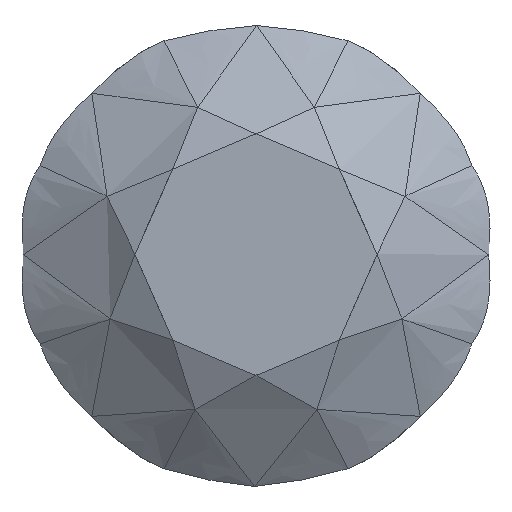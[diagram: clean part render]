
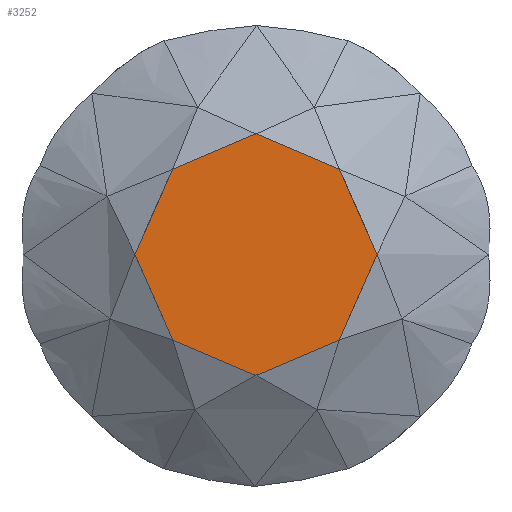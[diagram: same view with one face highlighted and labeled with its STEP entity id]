
A CAD part, top view. The second image highlights one B-rep face of the part: STEP entity #3252.
In plain terms, the highlighted free-form (B-spline) face has degree [3, 1] with [4, 8] control points.
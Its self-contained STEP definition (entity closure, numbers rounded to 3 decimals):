
#3252 = ADVANCED_FACE('',(#3253),#3272,.T.);
#3253 = FACE_BOUND('',#3254,.T.);
#3254 = EDGE_LOOP('',(#3255,#3311));
#3255 = ORIENTED_EDGE('',*,*,#3256,.F.);
#3256 = EDGE_CURVE('',#3257,#3259,#3261,.T.);
#3257 = VERTEX_POINT('',#3258);
#3258 = CARTESIAN_POINT('',(0.,-0.031,5.888));
#3259 = VERTEX_POINT('',#3260);
#3260 = CARTESIAN_POINT('',(0.,0.03,5.888));
#3261 = SURFACE_CURVE('',#3262,(#3271),.PCURVE_S1.);
#3262 = B_SPLINE_CURVE_WITH_KNOTS('',1,(#3263,#3264,#3265,#3266,#3267,
    #3268,#3269,#3270),.UNSPECIFIED.,.F.,.F.,(2,1,1,1,1,1,1,2),(0.,
    0.247,0.247,0.501,0.501,0.753,0.753,1.),
  .UNSPECIFIED.);
#3263 = CARTESIAN_POINT('',(0.,-0.031,5.888));
#3264 = CARTESIAN_POINT('',(0.021,-0.022,5.888));
#3265 = CARTESIAN_POINT('',(0.021,-0.022,5.888));
#3266 = CARTESIAN_POINT('',(0.031,-0.001,5.888)
  );
#3267 = CARTESIAN_POINT('',(0.031,-0.001,5.888)
  );
#3268 = CARTESIAN_POINT('',(0.021,0.021,5.888));
#3269 = CARTESIAN_POINT('',(0.021,0.021,5.888));
#3270 = CARTESIAN_POINT('',(0.,0.03,5.888));
#3271 = PCURVE('',#3272,#3305);
#3272 = B_SPLINE_SURFACE_WITH_KNOTS('',3,1,(
    (#3273,#3274,#3275,#3276,#3277,#3278,#3279,#3280)
    ,(#3281,#3282,#3283,#3284,#3285,#3286,#3287,#3288)
    ,(#3289,#3290,#3291,#3292,#3293,#3294,#3295,#3296)
    ,(#3297,#3298,#3299,#3300,#3301,#3302,#3303,#3304
  )),.UNSPECIFIED.,.F.,.F.,.F.,(4,4),(2,1,1,1,1,1,1,2),(0.,1.),(0.,
    0.247,0.247,0.501,0.501,0.753,0.753,1.),
  .UNSPECIFIED.);
#3273 = CARTESIAN_POINT('',(0.,-0.031,5.888));
#3274 = CARTESIAN_POINT('',(0.021,-0.022,5.888));
#3275 = CARTESIAN_POINT('',(0.021,-0.022,5.888));
#3276 = CARTESIAN_POINT('',(0.031,-0.001,5.888)
  );
#3277 = CARTESIAN_POINT('',(0.031,-0.001,5.888)
  );
#3278 = CARTESIAN_POINT('',(0.021,0.021,5.888));
#3279 = CARTESIAN_POINT('',(0.021,0.021,5.888));
#3280 = CARTESIAN_POINT('',(0.,0.03,5.888));
#3281 = CARTESIAN_POINT('',(0.,-0.031,5.888));
#3282 = CARTESIAN_POINT('',(0.007,-0.022,5.888));
#3283 = CARTESIAN_POINT('',(0.007,-0.022,5.888));
#3284 = CARTESIAN_POINT('',(0.01,-0.001,5.888)
  );
#3285 = CARTESIAN_POINT('',(0.01,-0.001,5.888)
  );
#3286 = CARTESIAN_POINT('',(0.007,0.021,5.888));
#3287 = CARTESIAN_POINT('',(0.007,0.021,5.888));
#3288 = CARTESIAN_POINT('',(0.,0.03,5.888));
#3289 = CARTESIAN_POINT('',(0.,-0.031,5.888));
#3290 = CARTESIAN_POINT('',(-0.007,-0.022,5.888));
#3291 = CARTESIAN_POINT('',(-0.007,-0.022,5.888));
#3292 = CARTESIAN_POINT('',(-0.01,-0.001,5.888
    ));
#3293 = CARTESIAN_POINT('',(-0.01,-0.001,5.888
    ));
#3294 = CARTESIAN_POINT('',(-0.007,0.021,5.888));
#3295 = CARTESIAN_POINT('',(-0.007,0.021,5.888));
#3296 = CARTESIAN_POINT('',(0.,0.03,5.888));
#3297 = CARTESIAN_POINT('',(0.,-0.031,5.888));
#3298 = CARTESIAN_POINT('',(-0.021,-0.022,5.888));
#3299 = CARTESIAN_POINT('',(-0.021,-0.022,5.888));
#3300 = CARTESIAN_POINT('',(-0.031,-0.001,5.888
    ));
#3301 = CARTESIAN_POINT('',(-0.031,-0.001,5.888
    ));
#3302 = CARTESIAN_POINT('',(-0.021,0.021,5.888));
#3303 = CARTESIAN_POINT('',(-0.021,0.021,5.888));
#3304 = CARTESIAN_POINT('',(0.,0.03,5.888));
#3305 = DEFINITIONAL_REPRESENTATION('',(#3306),#3310);
#3306 = LINE('',#3307,#3308);
#3307 = CARTESIAN_POINT('',(0.,0.));
#3308 = VECTOR('',#3309,1.);
#3309 = DIRECTION('',(0.,1.));
#3310 = ( GEOMETRIC_REPRESENTATION_CONTEXT(2) 
PARAMETRIC_REPRESENTATION_CONTEXT() REPRESENTATION_CONTEXT('2D SPACE',''
  ) );
#3311 = ORIENTED_EDGE('',*,*,#3312,.T.);
#3312 = EDGE_CURVE('',#3257,#3259,#3313,.T.);
#3313 = SURFACE_CURVE('',#3314,(#3323),.PCURVE_S1.);
#3314 = B_SPLINE_CURVE_WITH_KNOTS('',1,(#3315,#3316,#3317,#3318,#3319,
    #3320,#3321,#3322),.UNSPECIFIED.,.F.,.F.,(2,1,1,1,1,1,1,2),(0.,
    0.247,0.247,0.501,0.501,0.753,0.753,1.),
  .UNSPECIFIED.);
#3315 = CARTESIAN_POINT('',(0.,-0.031,5.888));
#3316 = CARTESIAN_POINT('',(-0.021,-0.022,5.888));
#3317 = CARTESIAN_POINT('',(-0.021,-0.022,5.888));
#3318 = CARTESIAN_POINT('',(-0.031,-0.001,5.888
    ));
#3319 = CARTESIAN_POINT('',(-0.031,-0.001,5.888
    ));
#3320 = CARTESIAN_POINT('',(-0.021,0.021,5.888));
#3321 = CARTESIAN_POINT('',(-0.021,0.021,5.888));
#3322 = CARTESIAN_POINT('',(0.,0.03,5.888));
#3323 = PCURVE('',#3272,#3324);
#3324 = DEFINITIONAL_REPRESENTATION('',(#3325),#3329);
#3325 = LINE('',#3326,#3327);
#3326 = CARTESIAN_POINT('',(1.,0.));
#3327 = VECTOR('',#3328,1.);
#3328 = DIRECTION('',(0.,1.));
#3329 = ( GEOMETRIC_REPRESENTATION_CONTEXT(2) 
PARAMETRIC_REPRESENTATION_CONTEXT() REPRESENTATION_CONTEXT('2D SPACE',''
  ) );
